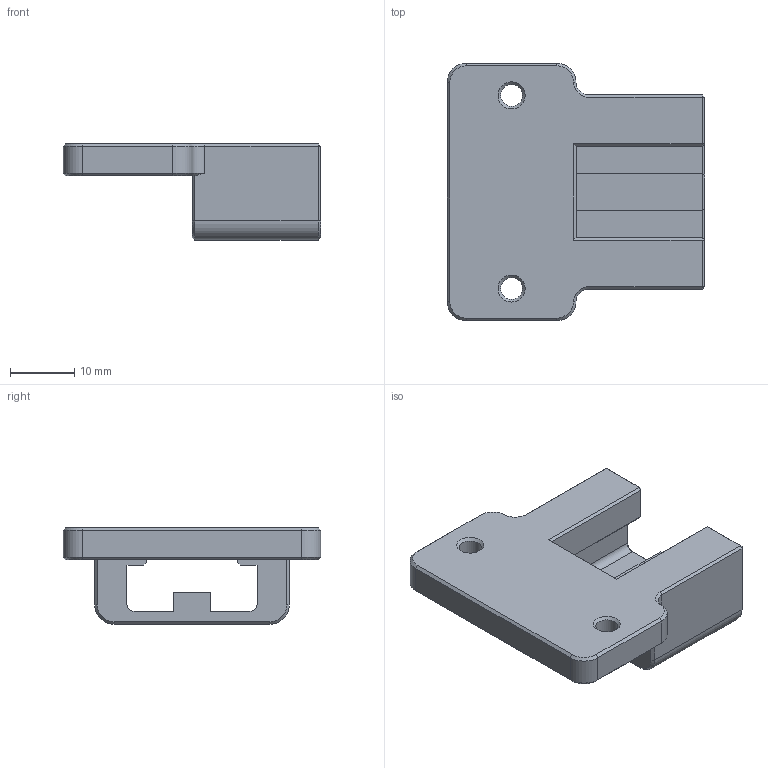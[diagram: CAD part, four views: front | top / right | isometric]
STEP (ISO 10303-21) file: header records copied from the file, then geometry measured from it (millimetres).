
FILE_DESCRIPTION(/* description */ (''),/* implementation_level */ '2;1');
FILE_NAME(/* name */ 'Doom 250 2020 Mounting Block v2.step',/* time_stamp */ '2022-12-18T19:12:35-05:00',/* author */ (''),/* organization */ (''),/* preprocessor_version */ 'ST-DEVELOPER v19',/* originating_system */ 'Autodesk Translation Framework v11.7.0.108',/* authorisation */ '');
FILE_SCHEMA (('AUTOMOTIVE_DESIGN { 1 0 10303 214 3 1 1 }'));
Length unit declared in the file: millimetre
Products named in the file (1): Doom 250 2020 Mounting Block
Bounding box: 40 x 40 x 15 mm (x, y, z)
Volume: 8621.2 mm3; surface area: 5034.8 mm2
Topology: 1 solids, 1 shells, 95 faces, 227 edges, 132 vertices
Faces by surface type: plane 61, cone 22, cylinder 12
Full cylindrical faces by diameter (mm): 3.4 x2
Entity records: 2706 total; most frequent: DIRECTION 463, CARTESIAN_POINT 459, ORIENTED_EDGE 454, EDGE_CURVE 227, LINE 179, VECTOR 179, AXIS2_PLACEMENT_3D 142, VERTEX_POINT 132
